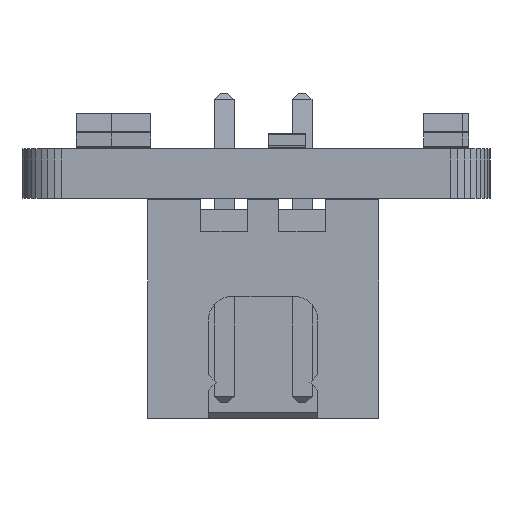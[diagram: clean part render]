
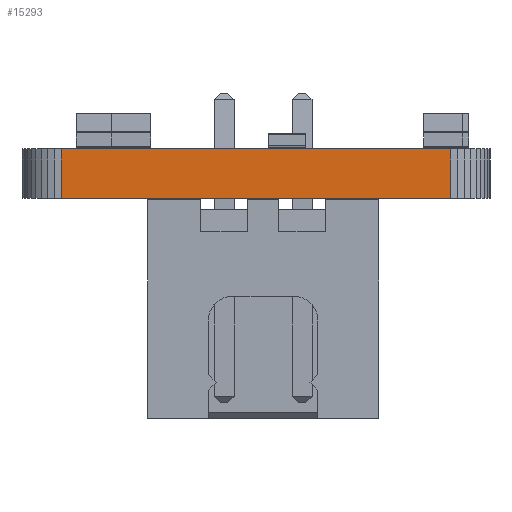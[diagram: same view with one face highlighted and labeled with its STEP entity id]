
A CAD part, left-side view. The second image highlights one B-rep face of the part: STEP entity #15293.
In plain terms, the highlighted planar face has unit normal (-1, 0, 0).
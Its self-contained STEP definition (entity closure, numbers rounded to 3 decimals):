
#12261 = PLANE('',#12262);
#12262 = AXIS2_PLACEMENT_3D('',#12263,#12264,#12265);
#12263 = CARTESIAN_POINT('',(135.,-97.5,1.58));
#12264 = DIRECTION('',(-0.,-0.,-1.));
#12265 = DIRECTION('',(-1.,0.,0.));
#12315 = PLANE('',#12316);
#12316 = AXIS2_PLACEMENT_3D('',#12317,#12318,#12319);
#12317 = CARTESIAN_POINT('',(135.,-97.5,0.));
#12318 = DIRECTION('',(-0.,-0.,-1.));
#12319 = DIRECTION('',(-1.,0.,0.));
#13180 = VERTEX_POINT('',#13181);
#13181 = CARTESIAN_POINT('',(50.004,-103.746,0.));
#13195 = PLANE('',#13196);
#13196 = AXIS2_PLACEMENT_3D('',#13197,#13198,#13199);
#13197 = CARTESIAN_POINT('',(50.023,-103.963,0.));
#13198 = DIRECTION('',(-0.996,-0.087,0.));
#13199 = DIRECTION('',(-0.087,0.996,0.));
#13207 = EDGE_CURVE('',#13180,#13208,#13210,.T.);
#13208 = VERTEX_POINT('',#13209);
#13209 = CARTESIAN_POINT('',(50.004,-91.254,0.));
#13210 = SURFACE_CURVE('',#13211,(#13215,#13222),.PCURVE_S1.);
#13211 = LINE('',#13212,#13213);
#13212 = CARTESIAN_POINT('',(50.004,-103.746,0.));
#13213 = VECTOR('',#13214,1.);
#13214 = DIRECTION('',(0.,1.,0.));
#13215 = PCURVE('',#12315,#13216);
#13216 = DEFINITIONAL_REPRESENTATION('',(#13217),#13221);
#13217 = LINE('',#13218,#13219);
#13218 = CARTESIAN_POINT('',(84.996,-6.246));
#13219 = VECTOR('',#13220,1.);
#13220 = DIRECTION('',(0.,1.));
#13221 = ( GEOMETRIC_REPRESENTATION_CONTEXT(2) 
PARAMETRIC_REPRESENTATION_CONTEXT() REPRESENTATION_CONTEXT('2D SPACE',''
  ) );
#13222 = PCURVE('',#13223,#13228);
#13223 = PLANE('',#13224);
#13224 = AXIS2_PLACEMENT_3D('',#13225,#13226,#13227);
#13225 = CARTESIAN_POINT('',(50.004,-103.746,0.));
#13226 = DIRECTION('',(-1.,0.,0.));
#13227 = DIRECTION('',(0.,1.,0.));
#13228 = DEFINITIONAL_REPRESENTATION('',(#13229),#13233);
#13229 = LINE('',#13230,#13231);
#13230 = CARTESIAN_POINT('',(0.,0.));
#13231 = VECTOR('',#13232,1.);
#13232 = DIRECTION('',(1.,0.));
#13233 = ( GEOMETRIC_REPRESENTATION_CONTEXT(2) 
PARAMETRIC_REPRESENTATION_CONTEXT() REPRESENTATION_CONTEXT('2D SPACE',''
  ) );
#13251 = PLANE('',#13252);
#13252 = AXIS2_PLACEMENT_3D('',#13253,#13254,#13255);
#13253 = CARTESIAN_POINT('',(50.004,-91.254,0.));
#13254 = DIRECTION('',(-0.996,0.087,0.));
#13255 = DIRECTION('',(0.087,0.996,0.));
#14300 = VERTEX_POINT('',#14301);
#14301 = CARTESIAN_POINT('',(50.004,-103.746,1.58));
#14322 = EDGE_CURVE('',#14300,#14323,#14325,.T.);
#14323 = VERTEX_POINT('',#14324);
#14324 = CARTESIAN_POINT('',(50.004,-91.254,1.58));
#14325 = SURFACE_CURVE('',#14326,(#14330,#14337),.PCURVE_S1.);
#14326 = LINE('',#14327,#14328);
#14327 = CARTESIAN_POINT('',(50.004,-103.746,1.58));
#14328 = VECTOR('',#14329,1.);
#14329 = DIRECTION('',(0.,1.,0.));
#14330 = PCURVE('',#12261,#14331);
#14331 = DEFINITIONAL_REPRESENTATION('',(#14332),#14336);
#14332 = LINE('',#14333,#14334);
#14333 = CARTESIAN_POINT('',(84.996,-6.246));
#14334 = VECTOR('',#14335,1.);
#14335 = DIRECTION('',(0.,1.));
#14336 = ( GEOMETRIC_REPRESENTATION_CONTEXT(2) 
PARAMETRIC_REPRESENTATION_CONTEXT() REPRESENTATION_CONTEXT('2D SPACE',''
  ) );
#14337 = PCURVE('',#13223,#14338);
#14338 = DEFINITIONAL_REPRESENTATION('',(#14339),#14343);
#14339 = LINE('',#14340,#14341);
#14340 = CARTESIAN_POINT('',(0.,-1.58));
#14341 = VECTOR('',#14342,1.);
#14342 = DIRECTION('',(1.,0.));
#14343 = ( GEOMETRIC_REPRESENTATION_CONTEXT(2) 
PARAMETRIC_REPRESENTATION_CONTEXT() REPRESENTATION_CONTEXT('2D SPACE',''
  ) );
#15243 = EDGE_CURVE('',#13208,#14323,#15244,.T.);
#15244 = SURFACE_CURVE('',#15245,(#15249,#15256),.PCURVE_S1.);
#15245 = LINE('',#15246,#15247);
#15246 = CARTESIAN_POINT('',(50.004,-91.254,0.));
#15247 = VECTOR('',#15248,1.);
#15248 = DIRECTION('',(0.,0.,1.));
#15249 = PCURVE('',#13251,#15250);
#15250 = DEFINITIONAL_REPRESENTATION('',(#15251),#15255);
#15251 = LINE('',#15252,#15253);
#15252 = CARTESIAN_POINT('',(0.,0.));
#15253 = VECTOR('',#15254,1.);
#15254 = DIRECTION('',(0.,-1.));
#15255 = ( GEOMETRIC_REPRESENTATION_CONTEXT(2) 
PARAMETRIC_REPRESENTATION_CONTEXT() REPRESENTATION_CONTEXT('2D SPACE',''
  ) );
#15256 = PCURVE('',#13223,#15257);
#15257 = DEFINITIONAL_REPRESENTATION('',(#15258),#15262);
#15258 = LINE('',#15259,#15260);
#15259 = CARTESIAN_POINT('',(12.492,0.));
#15260 = VECTOR('',#15261,1.);
#15261 = DIRECTION('',(0.,-1.));
#15262 = ( GEOMETRIC_REPRESENTATION_CONTEXT(2) 
PARAMETRIC_REPRESENTATION_CONTEXT() REPRESENTATION_CONTEXT('2D SPACE',''
  ) );
#15293 = ADVANCED_FACE('',(#15294),#13223,.T.);
#15294 = FACE_BOUND('',#15295,.T.);
#15295 = EDGE_LOOP('',(#15296,#15317,#15318,#15319));
#15296 = ORIENTED_EDGE('',*,*,#15297,.T.);
#15297 = EDGE_CURVE('',#13180,#14300,#15298,.T.);
#15298 = SURFACE_CURVE('',#15299,(#15303,#15310),.PCURVE_S1.);
#15299 = LINE('',#15300,#15301);
#15300 = CARTESIAN_POINT('',(50.004,-103.746,0.));
#15301 = VECTOR('',#15302,1.);
#15302 = DIRECTION('',(0.,0.,1.));
#15303 = PCURVE('',#13223,#15304);
#15304 = DEFINITIONAL_REPRESENTATION('',(#15305),#15309);
#15305 = LINE('',#15306,#15307);
#15306 = CARTESIAN_POINT('',(0.,0.));
#15307 = VECTOR('',#15308,1.);
#15308 = DIRECTION('',(0.,-1.));
#15309 = ( GEOMETRIC_REPRESENTATION_CONTEXT(2) 
PARAMETRIC_REPRESENTATION_CONTEXT() REPRESENTATION_CONTEXT('2D SPACE',''
  ) );
#15310 = PCURVE('',#13195,#15311);
#15311 = DEFINITIONAL_REPRESENTATION('',(#15312),#15316);
#15312 = LINE('',#15313,#15314);
#15313 = CARTESIAN_POINT('',(0.218,0.));
#15314 = VECTOR('',#15315,1.);
#15315 = DIRECTION('',(0.,-1.));
#15316 = ( GEOMETRIC_REPRESENTATION_CONTEXT(2) 
PARAMETRIC_REPRESENTATION_CONTEXT() REPRESENTATION_CONTEXT('2D SPACE',''
  ) );
#15317 = ORIENTED_EDGE('',*,*,#14322,.T.);
#15318 = ORIENTED_EDGE('',*,*,#15243,.F.);
#15319 = ORIENTED_EDGE('',*,*,#13207,.F.);
